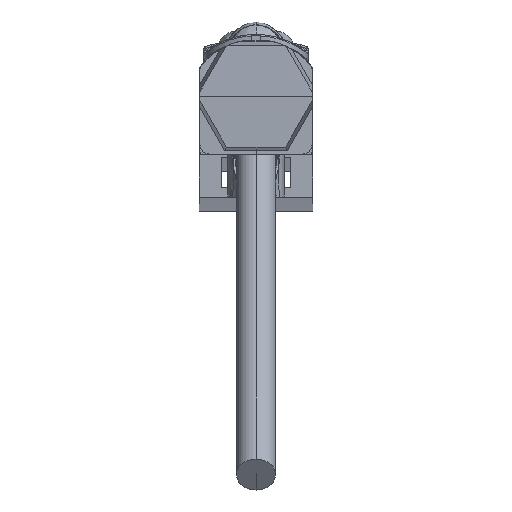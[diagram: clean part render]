
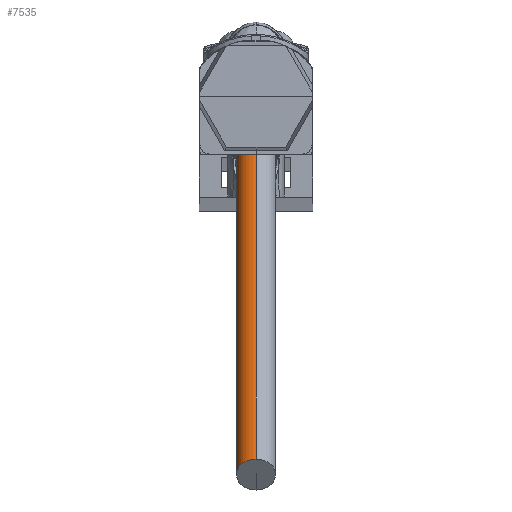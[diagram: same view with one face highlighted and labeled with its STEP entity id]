
A CAD part, top view. The second image highlights one B-rep face of the part: STEP entity #7535.
In plain terms, the highlighted cylindrical face has radius 2.075 mm (diameter 4.15 mm), a partial arc.
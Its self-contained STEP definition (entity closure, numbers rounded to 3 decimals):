
#7443=CARTESIAN_POINT('',(0.,-1.63,19.646));
#7444=DIRECTION('',(0.,-0.623,0.783));
#7445=DIRECTION('',(0.,0.783,0.623));
#7446=AXIS2_PLACEMENT_3D('',#7443,#7444,#7445);
#7448=DIRECTION('',(0.,-0.623,0.783));
#7449=VECTOR('',#7448,61.492);
#7450=CARTESIAN_POINT('',(0.,-0.007,20.938));
#7451=LINE('',#7450,#7449);
#7457=DIRECTION('',(0.,-0.623,0.783));
#7458=VECTOR('',#7457,61.492);
#7459=CARTESIAN_POINT('',(0.,-3.254,18.354));
#7460=LINE('',#7459,#7458);
#7466=CARTESIAN_POINT('',(0.,-39.91,67.77));
#7467=DIRECTION('',(0.,-0.623,0.783));
#7468=DIRECTION('',(0.,0.783,0.623));
#7469=AXIS2_PLACEMENT_3D('',#7466,#7467,#7468);
#7471=CARTESIAN_POINT('',(0.,-3.254,18.354));
#7472=CARTESIAN_POINT('',(0.,-0.007,20.938));
#7473=VERTEX_POINT('',#7471);
#7474=VERTEX_POINT('',#7472);
#7475=CARTESIAN_POINT('',(0.,-41.534,66.478));
#7476=CARTESIAN_POINT('',(0.,-38.286,69.061));
#7477=VERTEX_POINT('',#7475);
#7478=VERTEX_POINT('',#7476);
#7521=CARTESIAN_POINT('',(0.,-1.63,19.646));
#7522=DIRECTION('',(0.,-0.623,0.783));
#7523=DIRECTION('',(0.,-0.783,-0.623));
#7524=AXIS2_PLACEMENT_3D('',#7521,#7522,#7523);
#7525=CYLINDRICAL_SURFACE('',#7524,2.075);
#7526=ORIENTED_EDGE('',*,*,#7515,.F.);
#7528=ORIENTED_EDGE('',*,*,#7527,.T.);
#7530=ORIENTED_EDGE('',*,*,#7529,.T.);
#7532=ORIENTED_EDGE('',*,*,#7531,.F.);
#7533=EDGE_LOOP('',(#7526,#7528,#7530,#7532));
#7534=FACE_OUTER_BOUND('',#7533,.F.);
#7535=ADVANCED_FACE('',(#7534),#7525,.T.);
#7447=CIRCLE('',#7446,2.075);
#7470=CIRCLE('',#7469,2.075);
#7515=EDGE_CURVE('',#7474,#7473,#7447,.T.);
#7527=EDGE_CURVE('',#7474,#7478,#7451,.T.);
#7529=EDGE_CURVE('',#7478,#7477,#7470,.T.);
#7531=EDGE_CURVE('',#7473,#7477,#7460,.T.);
